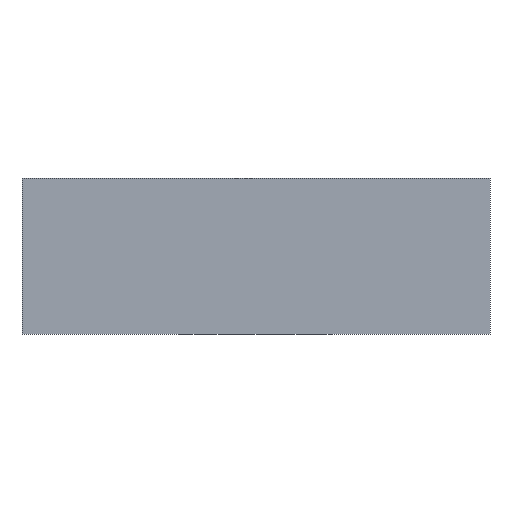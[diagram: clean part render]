
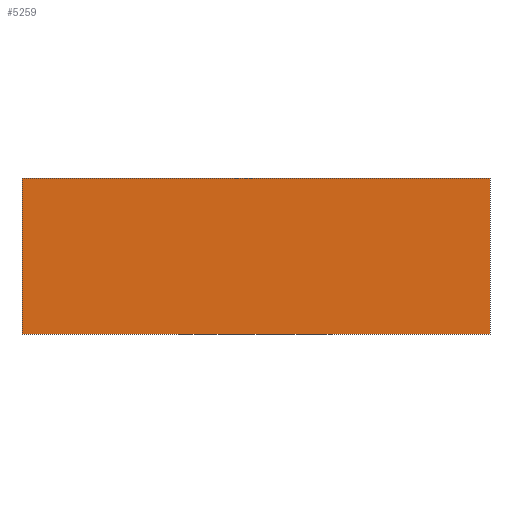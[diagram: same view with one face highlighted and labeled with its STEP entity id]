
A CAD part, front view. The second image highlights one B-rep face of the part: STEP entity #5259.
In plain terms, the highlighted planar face has unit normal (0, -1, 0).
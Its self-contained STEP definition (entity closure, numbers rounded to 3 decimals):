
#55=DIRECTION('',(-1.,0.,0.));
#56=VECTOR('',#55,6.);
#57=CARTESIAN_POINT('',(3.,-215.9,0.));
#58=LINE('',#57,#56);
#1434=DIRECTION('',(0.,0.,-1.));
#1435=VECTOR('',#1434,2.);
#1436=CARTESIAN_POINT('',(-3.,-215.9,0.));
#1437=LINE('',#1436,#1435);
#1441=DIRECTION('',(0.,0.,-1.));
#1442=VECTOR('',#1441,2.);
#1443=CARTESIAN_POINT('',(3.,-215.9,0.));
#1444=LINE('',#1443,#1442);
#1469=DIRECTION('',(-1.,0.,0.));
#1470=VECTOR('',#1469,6.);
#1471=CARTESIAN_POINT('',(3.,-215.9,-2.));
#1472=LINE('',#1471,#1470);
#3997=CARTESIAN_POINT('',(3.,-215.9,0.));
#3999=VERTEX_POINT('',#3997);
#4000=CARTESIAN_POINT('',(-3.,-215.9,0.));
#4001=VERTEX_POINT('',#4000);
#4005=CARTESIAN_POINT('',(3.,-215.9,-2.));
#4007=VERTEX_POINT('',#4005);
#4008=CARTESIAN_POINT('',(-3.,-215.9,-2.));
#4009=VERTEX_POINT('',#4008);
#5247=CARTESIAN_POINT('',(3.,-215.9,0.));
#5248=DIRECTION('',(0.,-1.,0.));
#5249=DIRECTION('',(-1.,0.,0.));
#5250=AXIS2_PLACEMENT_3D('',#5247,#5248,#5249);
#5251=PLANE('',#5250);
#5252=ORIENTED_EDGE('',*,*,#4691,.F.);
#5253=ORIENTED_EDGE('',*,*,#5214,.T.);
#5255=ORIENTED_EDGE('',*,*,#5254,.T.);
#5256=ORIENTED_EDGE('',*,*,#5239,.F.);
#5257=EDGE_LOOP('',(#5252,#5253,#5255,#5256));
#5258=FACE_OUTER_BOUND('',#5257,.F.);
#5259=ADVANCED_FACE('',(#5258),#5251,.T.);
#4691=EDGE_CURVE('',#3999,#4001,#58,.T.);
#5214=EDGE_CURVE('',#3999,#4007,#1444,.T.);
#5239=EDGE_CURVE('',#4001,#4009,#1437,.T.);
#5254=EDGE_CURVE('',#4007,#4009,#1472,.T.);
